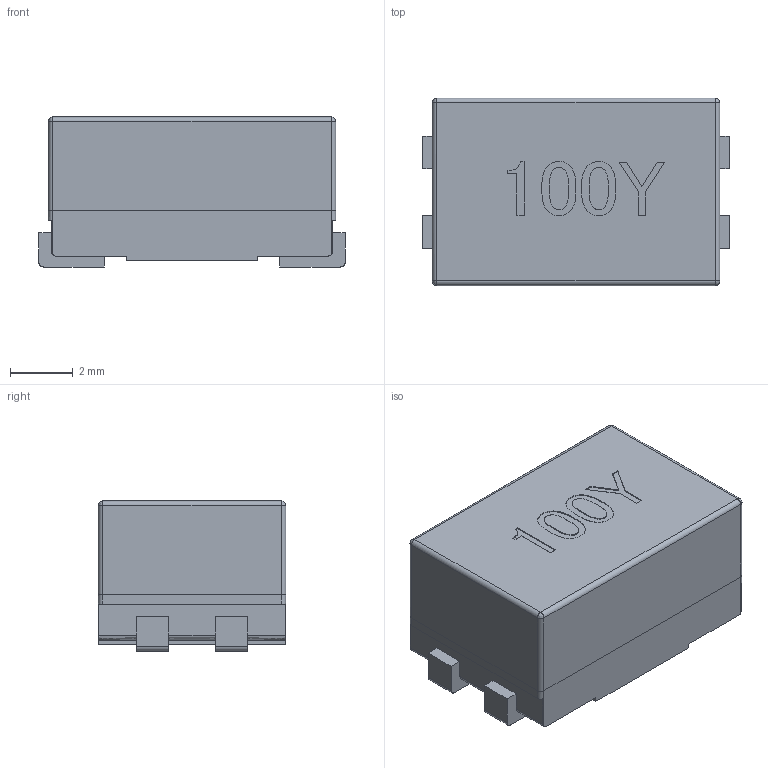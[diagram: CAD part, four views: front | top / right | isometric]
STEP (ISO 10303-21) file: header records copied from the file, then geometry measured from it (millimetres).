
FILE_DESCRIPTION(('FreeCAD Model'),'2;1');
FILE_NAME('Open CASCADE Shape Model','2025-03-04T22:01:00',(''),(''), 'Open CASCADE STEP processor 7.8','FreeCAD','Unknown');
FILE_SCHEMA(('AUTOMOTIVE_DESIGN { 1 0 10303 214 1 1 1 1 }'));
Length unit declared in the file: millimetre
Products named in the file (7): Part006; Part; Part001; Part002; Part003; Part004; Part005
Assembly tree (6 placements, depth 2):
  Part006
    Part
    Part001
    Part002
    Part003
    Part004
    Part005
Bounding box: 9.8 x 6 x 4.8 mm (x, y, z)
Volume: 157.7 mm3; surface area: 457.6 mm2
Topology: 6 solids, 6 shells, 160 faces, 408 edges, 268 vertices
Faces by surface type: bspline 160
Entity records: 4742 total; most frequent: CARTESIAN_POINT 2059, ORIENTED_EDGE 816, EDGE_CURVE 408, B_SPLINE_CURVE_WITH_KNOTS 370, VERTEX_POINT 268, FACE_BOUND 168, EDGE_LOOP 168, ADVANCED_FACE 160
